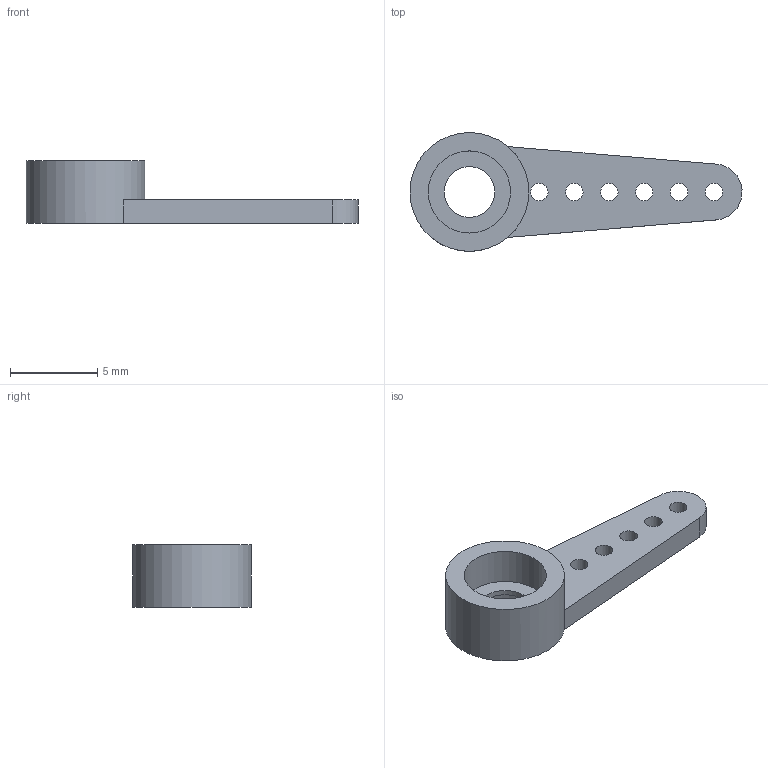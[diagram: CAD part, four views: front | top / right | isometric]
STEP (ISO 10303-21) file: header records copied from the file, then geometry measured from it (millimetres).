
FILE_DESCRIPTION(/* description */ (''),/* implementation_level */ '2;1');
FILE_NAME(/* name */ 'e2bf1102-50ef-49df-978a-8d2de88f35db.stp',/* time_stamp */ '2025-10-06T06:59:26Z',/* author */ (''),/* organization */ (''),/* preprocessor_version */ 'ST-DEVELOPER v20.1',/* originating_system */ 'Autodesk Translation Framework v14.21.0.0',/* authorisation */ '');
FILE_SCHEMA (('AUTOMOTIVE_DESIGN { 1 0 10303 214 3 1 1 }'));
Length unit declared in the file: millimetre
Products named in the file (1): servo arm
Bounding box: 18.99 x 6.8 x 3.6 mm (x, y, z)
Volume: 131.7 mm3; surface area: 333.2 mm2
Topology: 1 solids, 1 shells, 18 faces, 42 edges, 28 vertices
Faces by surface type: cylinder 11, plane 7
Full cylindrical faces by diameter (mm): 1 x6, 2.9 x1, 4.7 x2, 6.8 x1
Entity records: 591 total; most frequent: DIRECTION 104, CARTESIAN_POINT 89, ORIENTED_EDGE 84, AXIS2_PLACEMENT_3D 43, EDGE_CURVE 42, EDGE_LOOP 34, VERTEX_POINT 28, CIRCLE 24
